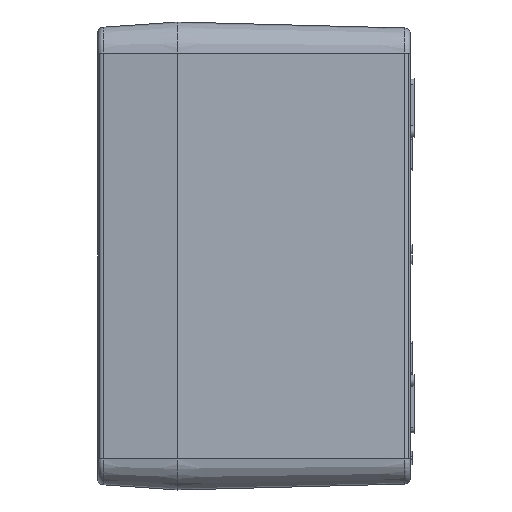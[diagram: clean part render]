
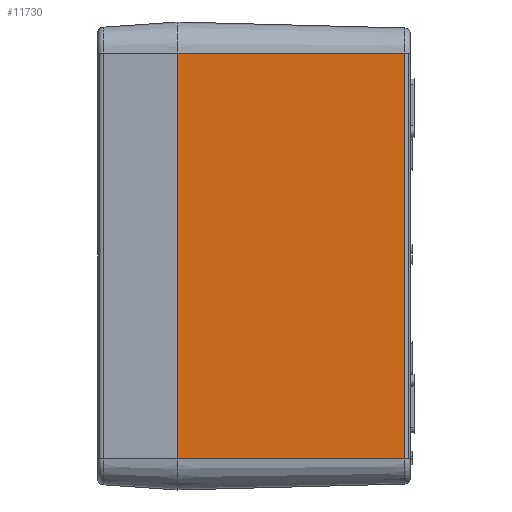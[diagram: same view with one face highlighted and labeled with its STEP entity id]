
A CAD part, left-side view. The second image highlights one B-rep face of the part: STEP entity #11730.
In plain terms, the highlighted face is planar.
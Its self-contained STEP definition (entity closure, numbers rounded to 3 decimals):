
#1884=VERTEX_POINT('',#19097);
#1894=VERTEX_POINT('',#19119);
#1898=VERTEX_POINT('',#19131);
#1900=VERTEX_POINT('',#19138);
#3020=VECTOR('',#14716,1.);
#3022=VECTOR('',#14721,1.);
#3023=VECTOR('',#14722,1.);
#3024=VECTOR('',#14723,1.);
#4020=LINE('',#19130,#3020);
#4022=LINE('',#19136,#3022);
#4023=LINE('',#19137,#3023);
#4024=LINE('',#19139,#3024);
#5363=EDGE_CURVE('',#1898,#1894,#4020,.T.);
#5366=EDGE_CURVE('',#1884,#1894,#4022,.T.);
#5367=EDGE_CURVE('',#1900,#1884,#4023,.T.);
#5368=EDGE_CURVE('',#1898,#1900,#4024,.T.);
#7906=ORIENTED_EDGE('',*,*,#5366,.F.);
#7907=ORIENTED_EDGE('',*,*,#5367,.F.);
#7908=ORIENTED_EDGE('',*,*,#5368,.F.);
#7909=ORIENTED_EDGE('',*,*,#5363,.T.);
#10159=EDGE_LOOP('',(#7906,#7907,#7908,#7909));
#10975=FACE_BOUND('',#10159,.T.);
#11730=ADVANCED_FACE('',(#10975),#21187,.T.);
#12586=AXIS2_PLACEMENT_3D('',#19135,#14720,$);
#14716=DIRECTION('',(0.026,0.,-1.));
#14720=DIRECTION('',(-1.,0.,-0.026));
#14721=DIRECTION('',(0.,1.,0.));
#14722=DIRECTION('',(0.026,0.,-1.));
#14723=DIRECTION('',(0.,-1.,0.));
#19097=CARTESIAN_POINT('',(-108.967,-52.25,-58.539));
#19119=CARTESIAN_POINT('',(-108.967,52.25,-58.539));
#19130=CARTESIAN_POINT('',(-110.5,52.25,0.));
#19131=CARTESIAN_POINT('',(-110.5,52.25,0.));
#19135=CARTESIAN_POINT('',(-110.5,52.25,0.));
#19136=CARTESIAN_POINT('',(-108.967,-52.25,-58.539));
#19137=CARTESIAN_POINT('',(-110.5,-52.25,0.));
#19138=CARTESIAN_POINT('',(-110.5,-52.25,0.));
#19139=CARTESIAN_POINT('',(-110.5,52.25,0.));
#21187=PLANE('',#12586);
